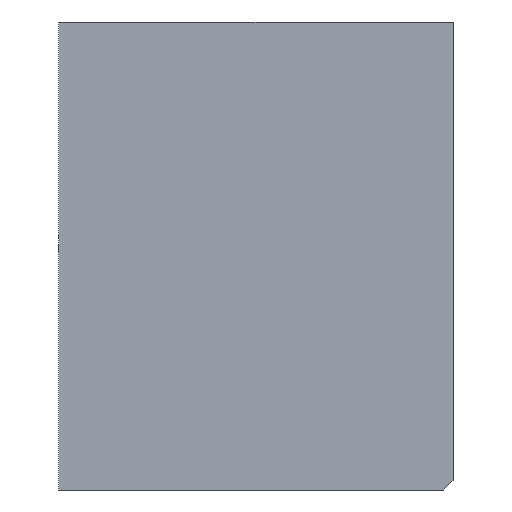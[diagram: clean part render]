
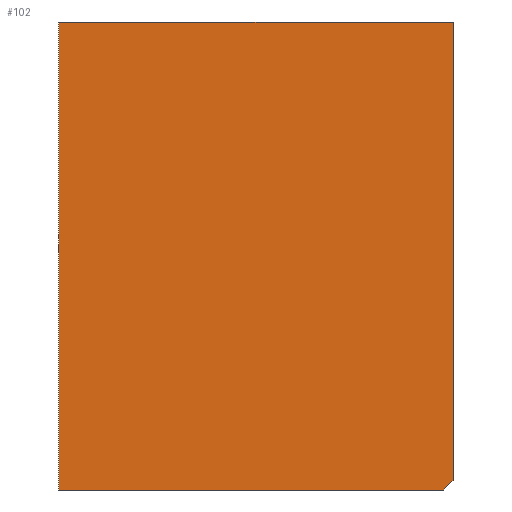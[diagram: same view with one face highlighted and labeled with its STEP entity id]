
A CAD part, front view. The second image highlights one B-rep face of the part: STEP entity #102.
In plain terms, the highlighted planar face has unit normal (0, -1, 0).
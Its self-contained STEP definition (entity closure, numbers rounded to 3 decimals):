
#102=ADVANCED_FACE('',(#211),#212,.F.);
#211=FACE_OUTER_BOUND('',#312,.T.);
#212=PLANE('',#313);
#312=EDGE_LOOP('',(#537,#538,#539,#540,#541));
#313=AXIS2_PLACEMENT_3D('',#542,#543,#544);
#537=ORIENTED_EDGE('',*,*,#597,.T.);
#538=ORIENTED_EDGE('',*,*,#602,.F.);
#539=ORIENTED_EDGE('',*,*,#637,.F.);
#540=ORIENTED_EDGE('',*,*,#642,.T.);
#541=ORIENTED_EDGE('',*,*,#639,.F.);
#542=CARTESIAN_POINT('',(16.0,0.0,19.0));
#543=DIRECTION('',(0.0,1.0,0.0));
#544=DIRECTION('',(0.0,0.0,1.0));
#597=EDGE_CURVE('',#723,#721,#724,.T.);
#602=EDGE_CURVE('',#729,#721,#731,.T.);
#637=EDGE_CURVE('',#767,#729,#769,.T.);
#639=EDGE_CURVE('',#723,#771,#772,.T.);
#642=EDGE_CURVE('',#767,#771,#775,.T.);
#721=VERTEX_POINT('',#871);
#723=VERTEX_POINT('',#874);
#724=LINE('',#875,#876);
#729=VERTEX_POINT('',#883);
#731=LINE('',#886,#887);
#767=VERTEX_POINT('',#926);
#769=LINE('',#929,#930);
#771=VERTEX_POINT('',#932);
#772=LINE('',#933,#934);
#775=LINE('',#938,#939);
#871=CARTESIAN_POINT('',(32.0,0.0,0.8));
#874=CARTESIAN_POINT('',(31.2,0.0,0.0));
#875=CARTESIAN_POINT('',(32.35,0.0,1.15));
#876=VECTOR('',#1008,1.0);
#883=CARTESIAN_POINT('',(32.0,0.0,38.0));
#886=CARTESIAN_POINT('',(32.0,0.0,19.0));
#887=VECTOR('',#1012,1.0);
#926=CARTESIAN_POINT('',(0.0,0.0,38.0));
#929=CARTESIAN_POINT('',(16.0,0.0,38.0));
#930=VECTOR('',#1065,1.0);
#932=CARTESIAN_POINT('',(0.0,0.0,0.0));
#933=CARTESIAN_POINT('',(16.0,0.0,0.0));
#934=VECTOR('',#1066,1.0);
#938=CARTESIAN_POINT('',(0.0,0.0,19.0));
#939=VECTOR('',#1068,1.0);
#1008=DIRECTION('',(0.707,-0.0,0.707));
#1012=DIRECTION('',(0.0,0.0,-1.0));
#1065=DIRECTION('',(1.0,0.0,0.0));
#1066=DIRECTION('',(-1.0,0.0,0.0));
#1068=DIRECTION('',(0.0,0.0,-1.0));
